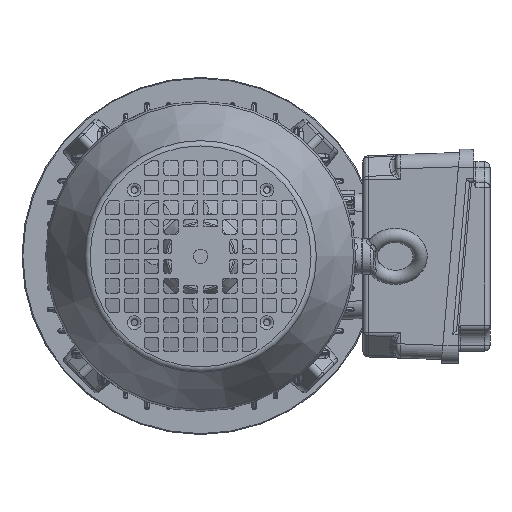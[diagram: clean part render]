
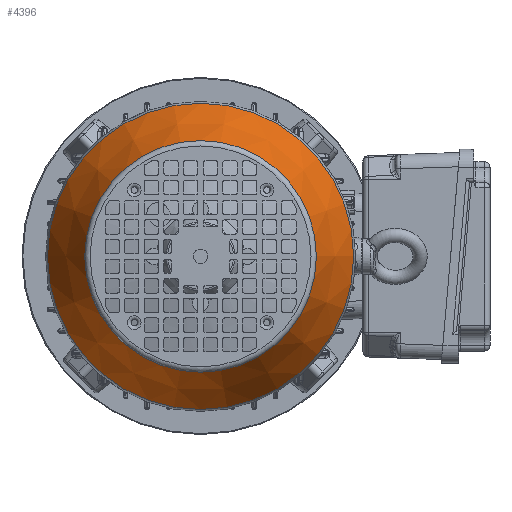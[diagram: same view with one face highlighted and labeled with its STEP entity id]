
A CAD part, left-side view. The second image highlights one B-rep face of the part: STEP entity #4396.
In plain terms, the highlighted conical face has half-angle 25 degrees and reference radius 64.883 mm.
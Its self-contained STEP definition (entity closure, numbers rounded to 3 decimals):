
#4396 = ADVANCED_FACE( '', ( #11775, #11776 ), #11777, .T. );
#11775 = FACE_OUTER_BOUND( '', #38153, .T. );
#11776 = FACE_BOUND( '', #38154, .T. );
#11777 = CONICAL_SURFACE( '', #38155, 64.884, 0.436 );
#38153 = EDGE_LOOP( '', ( #157590 ) );
#38154 = EDGE_LOOP( '', ( #157591 ) );
#38155 = AXIS2_PLACEMENT_3D( '', #157592, #157593, #157594 );
#157590 = ORIENTED_EDGE( '', *, *, #184280, .T. );
#157591 = ORIENTED_EDGE( '', *, *, #184281, .T. );
#157592 = CARTESIAN_POINT( '', ( -148.172, 0., 0. ) );
#157593 = DIRECTION( '', ( 1., 0., 0. ) );
#157594 = DIRECTION( '', ( 0., -1., 0. ) );
#184280 = EDGE_CURVE( '', #198144, #198144, #198145, .T. );
#184281 = EDGE_CURVE( '', #198146, #198146, #198147, .T. );
#198144 = VERTEX_POINT( '', #231641 );
#198145 = CIRCLE( '', #231642, 85.769 );
#198146 = VERTEX_POINT( '', #231643 );
#198147 = CIRCLE( '', #231644, 64.884 );
#231641 = CARTESIAN_POINT( '', ( -103.382, -85.769, 0. ) );
#231642 = AXIS2_PLACEMENT_3D( '', #299765, #299766, #299767 );
#231643 = CARTESIAN_POINT( '', ( -148.172, -64.884, 0. ) );
#231644 = AXIS2_PLACEMENT_3D( '', #299768, #299769, #299770 );
#299765 = CARTESIAN_POINT( '', ( -103.382, 0., 0. ) );
#299766 = DIRECTION( '', ( -1., 0., 0. ) );
#299767 = DIRECTION( '', ( 0., -1., 0. ) );
#299768 = CARTESIAN_POINT( '', ( -148.172, 0., 0. ) );
#299769 = DIRECTION( '', ( 1., 0., 0. ) );
#299770 = DIRECTION( '', ( 0., -1., 0. ) );
